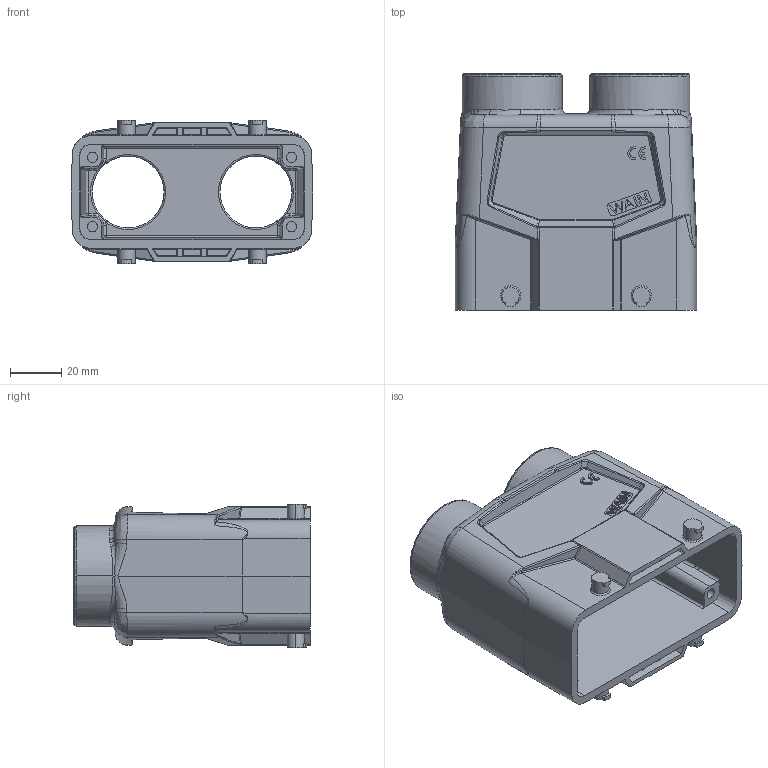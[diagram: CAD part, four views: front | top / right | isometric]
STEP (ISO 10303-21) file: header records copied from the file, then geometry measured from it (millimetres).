
FILE_DESCRIPTION(/* description */ (''),/* implementation_level */ '2;1');
FILE_NAME(/* name */ '12.stp',/* time_stamp */ '2023-12-29T09:25:56+08:00',/* author */ (''),/* organization */ (''),/* preprocessor_version */ 'ST-DEVELOPER v18.1',/* originating_system */ 'SIEMENS PLM Software NX 1980',/* authorisation */ '');
FILE_SCHEMA (('AUTOMOTIVE_DESIGN { 1 0 10303 214 3 1 1 1 }'));
Length unit declared in the file: millimetre
Products named in the file (1): 3D_1170164305001_H16B.P-TEH-4B-2M32_V1.0_stp
Bounding box: 94 x 92 x 56 mm (x, y, z)
Volume: 122671 mm3; surface area: 57521.3 mm2
Topology: 1 solids, 1 shells, 602 faces, 1560 edges, 969 vertices
Faces by surface type: plane 229, cylinder 193, bspline 66, torus 62, cone 23, sphere 12, extrusion 11, revolution 6
Entity records: 27306 total; most frequent: CARTESIAN_POINT 13693, ORIENTED_EDGE 3088, DIRECTION 2428, EDGE_CURVE 1544, VERTEX_POINT 969, AXIS2_PLACEMENT_3D 836, VECTOR 750, LINE 739
